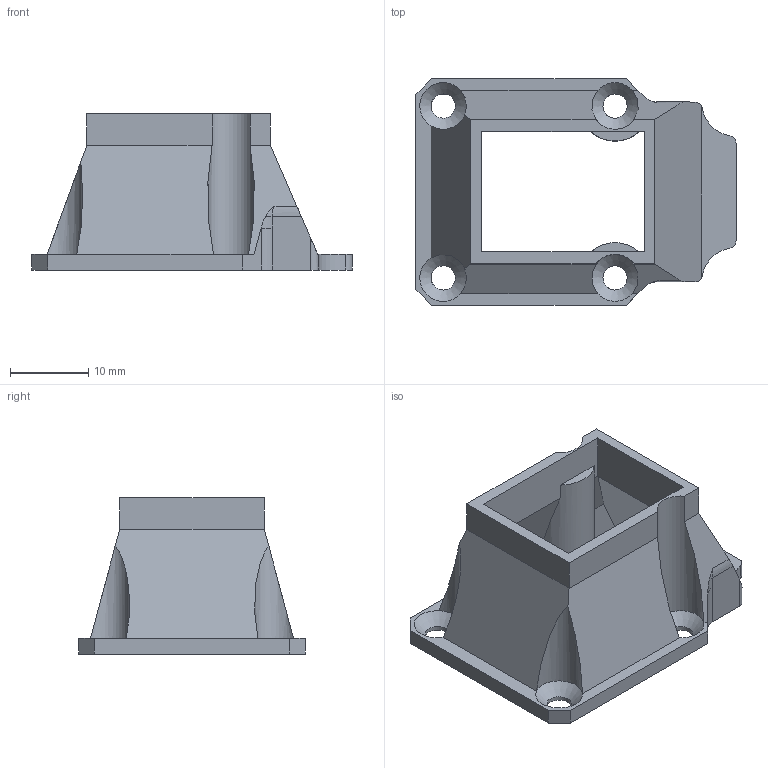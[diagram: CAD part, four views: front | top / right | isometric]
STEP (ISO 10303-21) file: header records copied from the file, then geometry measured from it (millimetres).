
FILE_DESCRIPTION((''),'2;1');
FILE_NAME('FAN MOUNT.stp','2014-06-10T15:54:38',('jge'),(''),'Autodesk Inventor 2012','Autodesk Inventor 2012','');
FILE_SCHEMA(('AUTOMOTIVE_DESIGN { 1 0 10303 214 1 1 1 1 }'));
Length unit declared in the file: millimetre
Products named in the file (1): LARGE FAN MOUNT
Bounding box: 41 x 29 x 20 mm (x, y, z)
Volume: 3936.9 mm3; surface area: 4858 mm2
Topology: 1 solids, 1 shells, 70 faces, 196 edges, 124 vertices
Faces by surface type: plane 40, cylinder 24, cone 4, bspline 2
Full cylindrical faces by diameter (mm): 3.1 x4
Entity records: 2210 total; most frequent: CARTESIAN_POINT 407, DIRECTION 382, ORIENTED_EDGE 360, EDGE_CURVE 180, AXIS2_PLACEMENT_3D 135, VERTEX_POINT 116, VECTOR 112, LINE 112
